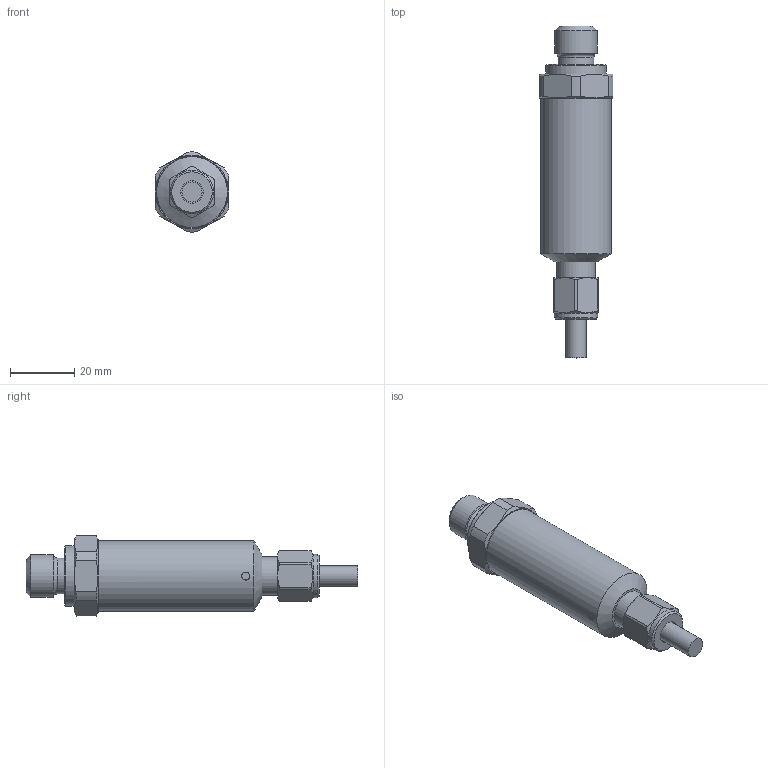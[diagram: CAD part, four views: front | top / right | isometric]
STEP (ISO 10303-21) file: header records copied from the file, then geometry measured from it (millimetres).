
FILE_DESCRIPTION( ( 'Unknown' ), '1' );
FILE_NAME( 'PBMx_xxxxxxxx5306xxx.stp', 'Unknown', ( 'Unknown' ), ( 'Unknown' ), 'PSStep 10.0', 'Unknown', ' ' );
FILE_SCHEMA( ( 'AUTOMOTIVE_DESIGN { 1 0 10303 214 1 1 1 1 }' ) );
Length unit declared in the file: millimetre
Products named in the file (1): 11002821
Bounding box: 23 x 103.5 x 24.99 mm (x, y, z)
Volume: 27775.5 mm3; surface area: 7039.2 mm2
Topology: 1 solids, 2 shells, 72 faces, 159 edges, 101 vertices
Faces by surface type: cylinder 26, plane 26, cone 15, torus 5
Full cylindrical faces by diameter (mm): 4.134 x1, 6.3 x1, 7 x1, 11.2 x1, 12 x1, 13.157 x1, 13.6 x1, 16.6 x1, 18.8 x1, 20.3 x1, 22.1 x1, 22.3 x1
Entity records: 2598 total; most frequent: CARTESIAN_POINT 577, DIRECTION 306, ORIENTED_EDGE 248, AXIS2_PLACEMENT_3D 141, EDGE_CURVE 124, EDGE_LOOP 110, VERTEX_POINT 92, FACE_OUTER_BOUND 89
